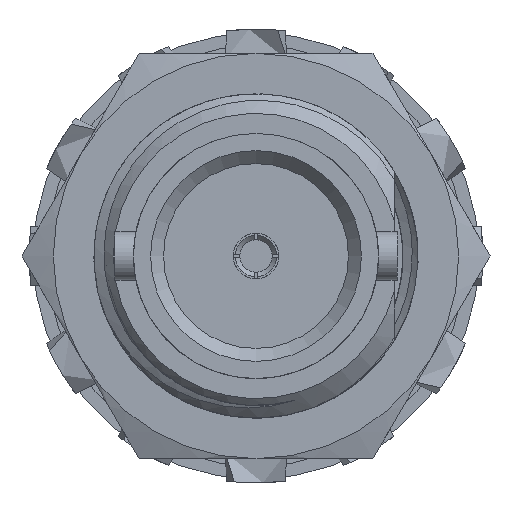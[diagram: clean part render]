
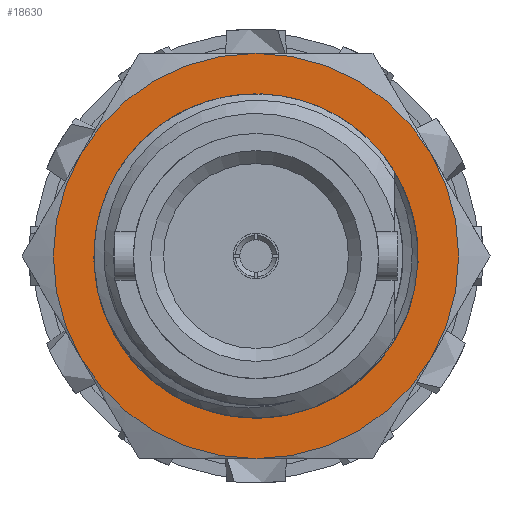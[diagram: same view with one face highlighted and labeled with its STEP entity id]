
A CAD part, left-side view. The second image highlights one B-rep face of the part: STEP entity #18630.
In plain terms, the highlighted planar face has unit normal (-1, 0, 0).
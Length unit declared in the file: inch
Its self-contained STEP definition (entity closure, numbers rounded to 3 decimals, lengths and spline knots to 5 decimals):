
#38 = AXIS2_PLACEMENT_3D ( 'NONE', #22805, #14930, #22423 ) ;
#818 = EDGE_CURVE ( 'NONE', #19606, #887, #6034, .T. ) ;
#822 = CARTESIAN_POINT ( 'NONE',  ( 0.52092, 0., 0. ) ) ;
#887 = VERTEX_POINT ( 'NONE', #20429 ) ;
#1210 = DIRECTION ( 'NONE',  ( -1., 0., 0. ) ) ;
#1216 = CARTESIAN_POINT ( 'NONE',  ( 0.52092, 0., 0. ) ) ;
#1569 = DIRECTION ( 'NONE',  ( -1., 0., 0. ) ) ;
#2092 = DIRECTION ( 'NONE',  ( -1., 0., 0. ) ) ;
#2140 = ORIENTED_EDGE ( 'NONE', *, *, #9053, .T. ) ;
#2852 = ORIENTED_EDGE ( 'NONE', *, *, #21782, .F. ) ;
#2915 = CIRCLE ( 'NONE', #4992, 0.3125 ) ;
#3790 = CARTESIAN_POINT ( 'NONE',  ( 0.52092, 0., 0. ) ) ;
#3904 = CIRCLE ( 'NONE', #18353, 0.3125 ) ;
#4629 = ORIENTED_EDGE ( 'NONE', *, *, #22952, .T. ) ;
#4783 = CARTESIAN_POINT ( 'NONE',  ( 0.52092, 0., 0. ) ) ;
#4992 = AXIS2_PLACEMENT_3D ( 'NONE', #822, #1210, #10913 ) ;
#6034 = CIRCLE ( 'NONE', #20484, 0.3125 ) ;
#6236 = CIRCLE ( 'NONE', #17382, 0.25 ) ;
#6257 = CIRCLE ( 'NONE', #14100, 0.3125 ) ;
#7513 = VERTEX_POINT ( 'NONE', #21527 ) ;
#7939 = DIRECTION ( 'NONE',  ( -1., 0., 0. ) ) ;
#8545 = DIRECTION ( 'NONE',  ( 0., 0.5, -0.866 ) ) ;
#8565 = DIRECTION ( 'NONE',  ( 0., 0.5, -0.866 ) ) ;
#8725 = PLANE ( 'NONE',  #20700 ) ;
#9053 = EDGE_CURVE ( 'NONE', #887, #12059, #18455, .T. ) ;
#9100 = DIRECTION ( 'NONE',  ( -1., 0., 0. ) ) ;
#10245 = VERTEX_POINT ( 'NONE', #24054 ) ;
#10342 = EDGE_LOOP ( 'NONE', ( #20164, #2852 ) ) ;
#10890 = CARTESIAN_POINT ( 'NONE',  ( 0.52092, 0., 0. ) ) ;
#10891 = CARTESIAN_POINT ( 'NONE',  ( 0.52092, 0.21894, 0.12069 ) ) ;
#10913 = DIRECTION ( 'NONE',  ( 0., 0.5, -0.866 ) ) ;
#11604 = CIRCLE ( 'NONE', #38, 0.3125 ) ;
#12059 = VERTEX_POINT ( 'NONE', #23069 ) ;
#12268 = VERTEX_POINT ( 'NONE', #10891 ) ;
#12443 = CARTESIAN_POINT ( 'NONE',  ( 0.52092, 0., 0. ) ) ;
#12525 = DIRECTION ( 'NONE',  ( 0., 0.5, -0.866 ) ) ;
#13118 = FACE_OUTER_BOUND ( 'NONE', #16045, .T. ) ;
#13474 = VERTEX_POINT ( 'NONE', #23985 ) ;
#13811 = VERTEX_POINT ( 'NONE', #18867 ) ;
#14100 = AXIS2_PLACEMENT_3D ( 'NONE', #17261, #7939, #15837 ) ;
#14930 = DIRECTION ( 'NONE',  ( -1., 0., 0. ) ) ;
#15397 = CARTESIAN_POINT ( 'NONE',  ( 0.52092, 0., 0. ) ) ;
#15837 = DIRECTION ( 'NONE',  ( 0., 0.5, -0.866 ) ) ;
#15984 = AXIS2_PLACEMENT_3D ( 'NONE', #10890, #1569, #19161 ) ;
#16020 = EDGE_CURVE ( 'NONE', #13811, #13474, #3904, .T. ) ;
#16045 = EDGE_LOOP ( 'NONE', ( #2140, #4629, #16198, #25098, #22834, #20190 ) ) ;
#16198 = ORIENTED_EDGE ( 'NONE', *, *, #16020, .T. ) ;
#16617 = DIRECTION ( 'NONE',  ( 0., 0., 1. ) ) ;
#17261 = CARTESIAN_POINT ( 'NONE',  ( 0.52092, 0., 0. ) ) ;
#17382 = AXIS2_PLACEMENT_3D ( 'NONE', #3790, #2092, #21628 ) ;
#18262 = DIRECTION ( 'NONE',  ( -1., 0., 0. ) ) ;
#18353 = AXIS2_PLACEMENT_3D ( 'NONE', #15397, #24427, #12525 ) ;
#18455 = CIRCLE ( 'NONE', #15984, 0.3125 ) ;
#18621 = DIRECTION ( 'NONE',  ( -1., 0., 0. ) ) ;
#18630 = ADVANCED_FACE ( 'NONE', ( #20995, #13118 ), #8725, .T. ) ;
#18867 = CARTESIAN_POINT ( 'NONE',  ( 0.52092, -0.27063, -0.15625 ) ) ;
#19161 = DIRECTION ( 'NONE',  ( 0., 0.5, -0.866 ) ) ;
#19606 = VERTEX_POINT ( 'NONE', #23139 ) ;
#20164 = ORIENTED_EDGE ( 'NONE', *, *, #22104, .F. ) ;
#20190 = ORIENTED_EDGE ( 'NONE', *, *, #818, .T. ) ;
#20429 = CARTESIAN_POINT ( 'NONE',  ( 0.52092, 0.27063, -0.15625 ) ) ;
#20484 = AXIS2_PLACEMENT_3D ( 'NONE', #4783, #18621, #8545 ) ;
#20700 = AXIS2_PLACEMENT_3D ( 'NONE', #1216, #9100, #16617 ) ;
#20995 = FACE_BOUND ( 'NONE', #10342, .T. ) ;
#21527 = CARTESIAN_POINT ( 'NONE',  ( 0.52092, 0.06947, 0.24015 ) ) ;
#21628 = DIRECTION ( 'NONE',  ( 0., 0.5, -0.866 ) ) ;
#21782 = EDGE_CURVE ( 'NONE', #7513, #12268, #6236, .T. ) ;
#22104 = EDGE_CURVE ( 'NONE', #12268, #7513, #23581, .T. ) ;
#22423 = DIRECTION ( 'NONE',  ( 0., 0.5, -0.866 ) ) ;
#22805 = CARTESIAN_POINT ( 'NONE',  ( 0.52092, 0., 0. ) ) ;
#22834 = ORIENTED_EDGE ( 'NONE', *, *, #22981, .T. ) ;
#22952 = EDGE_CURVE ( 'NONE', #12059, #13811, #2915, .T. ) ;
#22981 = EDGE_CURVE ( 'NONE', #10245, #19606, #11604, .T. ) ;
#23069 = CARTESIAN_POINT ( 'NONE',  ( 0.52092, 0., -0.3125 ) ) ;
#23139 = CARTESIAN_POINT ( 'NONE',  ( 0.52092, 0.27063, 0.15625 ) ) ;
#23581 = CIRCLE ( 'NONE', #23989, 0.25 ) ;
#23747 = EDGE_CURVE ( 'NONE', #13474, #10245, #6257, .T. ) ;
#23985 = CARTESIAN_POINT ( 'NONE',  ( 0.52092, -0.27063, 0.15625 ) ) ;
#23989 = AXIS2_PLACEMENT_3D ( 'NONE', #12443, #18262, #8565 ) ;
#24054 = CARTESIAN_POINT ( 'NONE',  ( 0.52092, 0., 0.3125 ) ) ;
#24427 = DIRECTION ( 'NONE',  ( -1., 0., 0. ) ) ;
#25098 = ORIENTED_EDGE ( 'NONE', *, *, #23747, .T. ) ;
